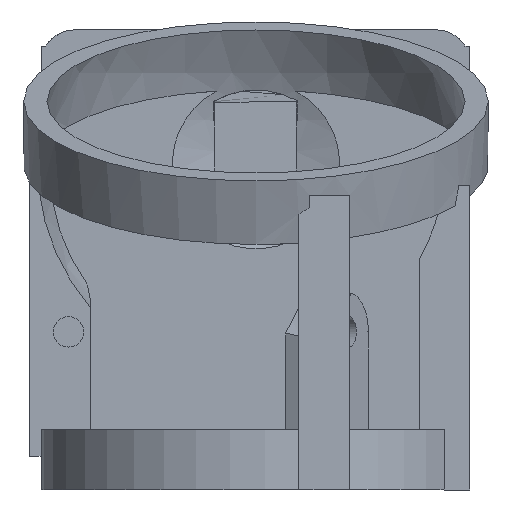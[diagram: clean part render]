
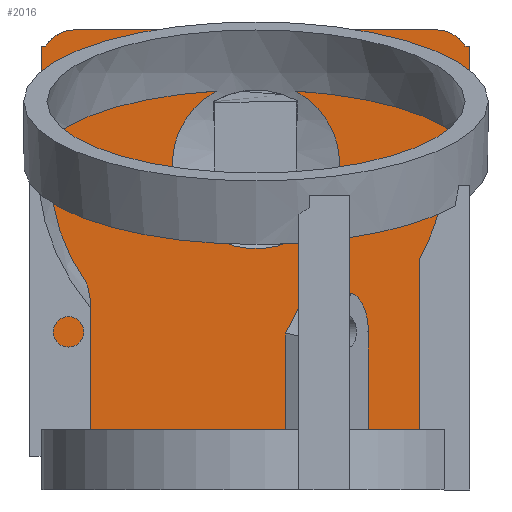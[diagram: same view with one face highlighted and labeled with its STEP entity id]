
A CAD part, left-side view. The second image highlights one B-rep face of the part: STEP entity #2016.
In plain terms, the highlighted planar face has unit normal (-1, 0, 0).
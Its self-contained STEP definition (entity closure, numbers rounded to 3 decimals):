
#53=FACE_BOUND('',#273,.T.);
#84=CIRCLE('',#2148,4.96);
#104=CIRCLE('',#2186,2.);
#105=CIRCLE('',#2187,2.);
#161=FACE_OUTER_BOUND('',#272,.T.);
#272=EDGE_LOOP('',(#1490,#1491,#1492,#1493,#1494,#1495,#1496,#1497,#1498,
#1499,#1500,#1501));
#273=EDGE_LOOP('',(#1502,#1503,#1504,#1505));
#423=LINE('',#3159,#637);
#427=LINE('',#3171,#641);
#428=LINE('',#3173,#642);
#429=LINE('',#3175,#643);
#430=LINE('',#3177,#644);
#431=LINE('',#3181,#645);
#432=LINE('',#3185,#646);
#433=LINE('',#3187,#647);
#434=LINE('',#3188,#648);
#435=LINE('',#3189,#649);
#436=LINE('',#3190,#650);
#637=VECTOR('',#2511,10.);
#641=VECTOR('',#2525,10.);
#642=VECTOR('',#2526,10.);
#643=VECTOR('',#2527,10.);
#644=VECTOR('',#2528,10.);
#645=VECTOR('',#2531,10.);
#646=VECTOR('',#2534,10.);
#647=VECTOR('',#2535,10.);
#648=VECTOR('',#2536,10.);
#649=VECTOR('',#2537,10.);
#650=VECTOR('',#2538,10.);
#793=ELLIPSE('',#2128,40.202,13.75);
#797=ELLIPSE('',#2184,4.6,2.3);
#832=VERTEX_POINT('',#2960);
#833=VERTEX_POINT('',#2962);
#850=VERTEX_POINT('',#3006);
#851=VERTEX_POINT('',#3008);
#896=VERTEX_POINT('',#3156);
#897=VERTEX_POINT('',#3158);
#899=VERTEX_POINT('',#3166);
#900=VERTEX_POINT('',#3170);
#901=VERTEX_POINT('',#3172);
#902=VERTEX_POINT('',#3174);
#903=VERTEX_POINT('',#3176);
#904=VERTEX_POINT('',#3178);
#905=VERTEX_POINT('',#3180);
#906=VERTEX_POINT('',#3182);
#907=VERTEX_POINT('',#3184);
#908=VERTEX_POINT('',#3186);
#1038=EDGE_CURVE('',#833,#832,#793,.T.);
#1062=EDGE_CURVE('',#851,#850,#84,.T.);
#1120=EDGE_CURVE('',#896,#897,#423,.T.);
#1125=EDGE_CURVE('',#896,#899,#797,.T.);
#1126=EDGE_CURVE('',#899,#900,#427,.T.);
#1127=EDGE_CURVE('',#900,#901,#428,.T.);
#1128=EDGE_CURVE('',#902,#901,#429,.T.);
#1129=EDGE_CURVE('',#903,#902,#430,.T.);
#1130=EDGE_CURVE('',#904,#903,#104,.T.);
#1131=EDGE_CURVE('',#905,#904,#431,.T.);
#1132=EDGE_CURVE('',#906,#905,#105,.T.);
#1133=EDGE_CURVE('',#907,#906,#432,.T.);
#1134=EDGE_CURVE('',#908,#907,#433,.T.);
#1135=EDGE_CURVE('',#908,#897,#434,.T.);
#1136=EDGE_CURVE('',#833,#850,#435,.T.);
#1137=EDGE_CURVE('',#851,#832,#436,.T.);
#1490=ORIENTED_EDGE('',*,*,#1120,.F.);
#1491=ORIENTED_EDGE('',*,*,#1125,.T.);
#1492=ORIENTED_EDGE('',*,*,#1126,.T.);
#1493=ORIENTED_EDGE('',*,*,#1127,.T.);
#1494=ORIENTED_EDGE('',*,*,#1128,.F.);
#1495=ORIENTED_EDGE('',*,*,#1129,.F.);
#1496=ORIENTED_EDGE('',*,*,#1130,.F.);
#1497=ORIENTED_EDGE('',*,*,#1131,.F.);
#1498=ORIENTED_EDGE('',*,*,#1132,.F.);
#1499=ORIENTED_EDGE('',*,*,#1133,.F.);
#1500=ORIENTED_EDGE('',*,*,#1134,.F.);
#1501=ORIENTED_EDGE('',*,*,#1135,.T.);
#1502=ORIENTED_EDGE('',*,*,#1062,.T.);
#1503=ORIENTED_EDGE('',*,*,#1136,.F.);
#1504=ORIENTED_EDGE('',*,*,#1038,.T.);
#1505=ORIENTED_EDGE('',*,*,#1137,.F.);
#1933=PLANE('',#2185);
#2016=ADVANCED_FACE('',(#161,#53),#1933,.T.);
#2128=AXIS2_PLACEMENT_3D('',#2963,#2362,#2363);
#2148=AXIS2_PLACEMENT_3D('',#3009,#2410,#2411);
#2184=AXIS2_PLACEMENT_3D('',#3168,#2521,#2522);
#2185=AXIS2_PLACEMENT_3D('',#3169,#2523,#2524);
#2186=AXIS2_PLACEMENT_3D('',#3179,#2529,#2530);
#2187=AXIS2_PLACEMENT_3D('',#3183,#2532,#2533);
#2362=DIRECTION('center_axis',(1.,0.,0.));
#2363=DIRECTION('ref_axis',(0.,0.,1.));
#2410=DIRECTION('center_axis',(1.,0.,0.));
#2411=DIRECTION('ref_axis',(0.,0.,-1.));
#2511=DIRECTION('',(0.,0.,-1.));
#2521=DIRECTION('center_axis',(1.,0.,0.));
#2522=DIRECTION('ref_axis',(0.,-1.,0.));
#2523=DIRECTION('center_axis',(-1.,0.,0.));
#2524=DIRECTION('ref_axis',(0.,-1.,0.));
#2525=DIRECTION('',(0.,0.,-1.));
#2526=DIRECTION('',(0.,-1.,0.));
#2527=DIRECTION('',(0.,0.,-1.));
#2528=DIRECTION('',(0.,-1.,0.));
#2529=DIRECTION('center_axis',(1.,0.,0.));
#2530=DIRECTION('ref_axis',(0.,-0.707,0.707));
#2531=DIRECTION('',(0.,-1.,0.));
#2532=DIRECTION('center_axis',(1.,0.,0.));
#2533=DIRECTION('ref_axis',(0.,0.707,0.707));
#2534=DIRECTION('',(0.,-1.,0.));
#2535=DIRECTION('',(0.,0.,1.));
#2536=DIRECTION('',(0.,-1.,0.));
#2537=DIRECTION('',(0.,-1.,0.));
#2538=DIRECTION('',(0.,-1.,0.));
#2960=CARTESIAN_POINT('',(12.017,-332.377,5.608));
#2962=CARTESIAN_POINT('',(12.017,-322.27,5.608));
#2963=CARTESIAN_POINT('Origin',(12.017,-327.324,-31.78));
#3006=CARTESIAN_POINT('',(12.017,-324.984,5.608));
#3008=CARTESIAN_POINT('',(12.017,-329.663,5.608));
#3009=CARTESIAN_POINT('Origin',(12.017,-327.324,1.235));
#3156=CARTESIAN_POINT('',(12.017,-331.279,-7.742));
#3158=CARTESIAN_POINT('',(12.017,-331.279,-14.439));
#3159=CARTESIAN_POINT('',(12.017,-331.279,-14.995));
#3166=CARTESIAN_POINT('',(12.017,-331.644,-8.639));
#3168=CARTESIAN_POINT('Origin',(12.017,-327.044,-8.639));
#3169=CARTESIAN_POINT('Origin',(12.017,-314.603,-18.));
#3170=CARTESIAN_POINT('',(12.017,-331.644,-14.439));
#3171=CARTESIAN_POINT('',(12.017,-331.644,-13.32));
#3172=CARTESIAN_POINT('',(12.017,-339.982,-14.439));
#3173=CARTESIAN_POINT('',(12.017,-321.008,-14.439));
#3174=CARTESIAN_POINT('',(12.017,-339.982,8.271));
#3175=CARTESIAN_POINT('',(12.017,-339.982,-15.82));
#3176=CARTESIAN_POINT('',(12.017,-339.69,8.271));
#3177=CARTESIAN_POINT('',(12.017,-314.603,8.271));
#3178=CARTESIAN_POINT('',(12.017,-337.982,9.231));
#3179=CARTESIAN_POINT('Origin',(12.017,-337.982,7.231));
#3180=CARTESIAN_POINT('',(12.017,-316.603,9.231));
#3181=CARTESIAN_POINT('',(12.017,-314.603,9.231));
#3182=CARTESIAN_POINT('',(12.017,-314.895,8.271));
#3183=CARTESIAN_POINT('Origin',(12.017,-316.603,7.231));
#3184=CARTESIAN_POINT('',(12.017,-314.603,8.271));
#3185=CARTESIAN_POINT('',(12.017,-314.603,8.271));
#3186=CARTESIAN_POINT('',(12.017,-314.603,-14.439));
#3187=CARTESIAN_POINT('',(12.017,-314.603,-18.));
#3188=CARTESIAN_POINT('',(12.017,-321.008,-14.439));
#3189=CARTESIAN_POINT('',(12.017,-320.964,5.608));
#3190=CARTESIAN_POINT('',(12.017,-320.964,5.608));
